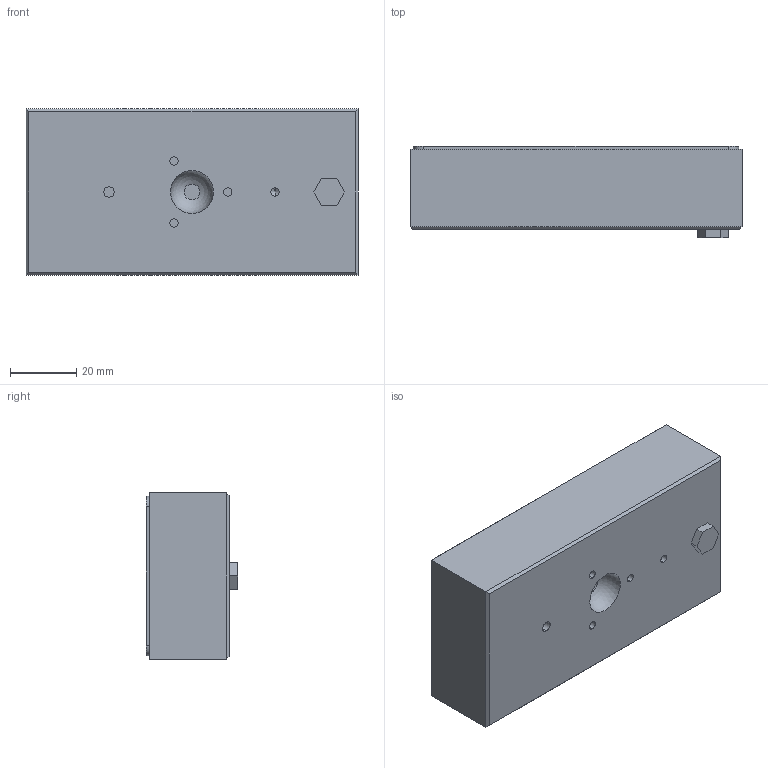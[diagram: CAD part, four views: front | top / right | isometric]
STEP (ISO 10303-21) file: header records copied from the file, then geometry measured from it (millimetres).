
FILE_DESCRIPTION (( 'STEP AP203' ), '1' );
FILE_NAME ('S125001-CM.STEP', '2011-07-29T20:19:42', ( 'john' ), ( 'Microsoft' ), 'SwSTEP 2.0', 'SolidWorks 2009', '' );
FILE_SCHEMA (( 'CONFIG_CONTROL_DESIGN' ));
Length unit declared in the file: inch
Products named in the file (1): S125001-CM
Bounding box: 100 x 27.44 x 50 mm (x, y, z)
Volume: 123348.4 mm3; surface area: 18218.2 mm2
Topology: 1 solids, 1 shells, 58 faces, 129 edges, 78 vertices
Faces by surface type: plane 29, cylinder 24, cone 4, sphere 1
Entity records: 1637 total; most frequent: DIRECTION 280, CARTESIAN_POINT 273, ORIENTED_EDGE 248, EDGE_CURVE 124, AXIS2_PLACEMENT_3D 101, VERTEX_POINT 78, VECTOR 78, LINE 78
